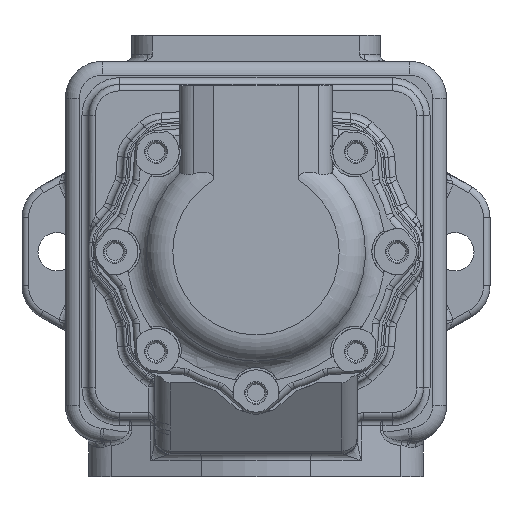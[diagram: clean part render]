
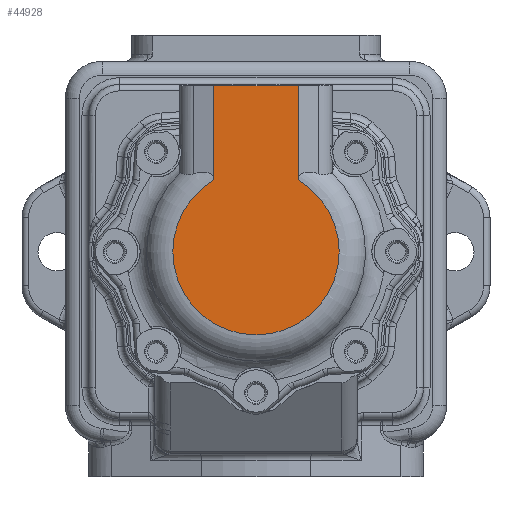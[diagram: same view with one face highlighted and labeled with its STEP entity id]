
A CAD part, left-side view. The second image highlights one B-rep face of the part: STEP entity #44928.
In plain terms, the highlighted planar face has unit normal (-1, 0, 0).
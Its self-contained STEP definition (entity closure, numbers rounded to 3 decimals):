
#4638=LINE('',#67051,#6639);
#4769=LINE('',#68604,#6770);
#4770=LINE('',#68606,#6771);
#6639=VECTOR('',#54324,1000.);
#6770=VECTOR('',#54931,1000.);
#6771=VECTOR('',#54932,1000.);
#11397=ORIENTED_EDGE('',*,*,#22755,.T.);
#11398=ORIENTED_EDGE('',*,*,#22348,.T.);
#11399=ORIENTED_EDGE('',*,*,#22756,.F.);
#11400=ORIENTED_EDGE('',*,*,#22757,.T.);
#22348=EDGE_CURVE('',#28251,#28250,#4638,.T.);
#22755=EDGE_CURVE('',#28558,#28251,#4769,.T.);
#22756=EDGE_CURVE('',#28559,#28250,#4770,.T.);
#22757=EDGE_CURVE('',#28559,#28558,#32322,.F.);
#28250=VERTEX_POINT('',#67050);
#28251=VERTEX_POINT('',#67052);
#28558=VERTEX_POINT('',#68605);
#28559=VERTEX_POINT('',#68607);
#32322=CIRCLE('',#48397,37.858);
#34253=EDGE_LOOP('',(#11397,#11398,#11399,#11400));
#37104=FACE_BOUND('',#34253,.T.);
#39350=PLANE('',#48396);
#44928=ADVANCED_FACE('',(#37104),#39350,.F.);
#48396=AXIS2_PLACEMENT_3D('',#68603,#54929,#54930);
#48397=AXIS2_PLACEMENT_3D('',#68608,#54933,#54934);
#54324=DIRECTION('',(0.,1.,0.));
#54929=DIRECTION('',(1.,0.,0.));
#54930=DIRECTION('',(0.,1.,0.));
#54931=DIRECTION('',(0.,0.,1.));
#54932=DIRECTION('',(0.,0.,1.));
#54933=DIRECTION('',(1.,0.,0.));
#54934=DIRECTION('',(0.,1.,0.));
#67050=CARTESIAN_POINT('',(-51.6,19.122,75.5));
#67051=CARTESIAN_POINT('',(-51.6,0.,75.5));
#67052=CARTESIAN_POINT('',(-51.6,-19.122,75.5));
#68603=CARTESIAN_POINT('',(-51.6,0.,0.));
#68604=CARTESIAN_POINT('',(-51.6,-19.122,-7.225));
#68605=CARTESIAN_POINT('',(-51.6,-19.122,32.674));
#68606=CARTESIAN_POINT('',(-51.6,19.122,-7.225));
#68607=CARTESIAN_POINT('',(-51.6,19.122,32.674));
#68608=CARTESIAN_POINT('',(-51.6,0.,0.));
